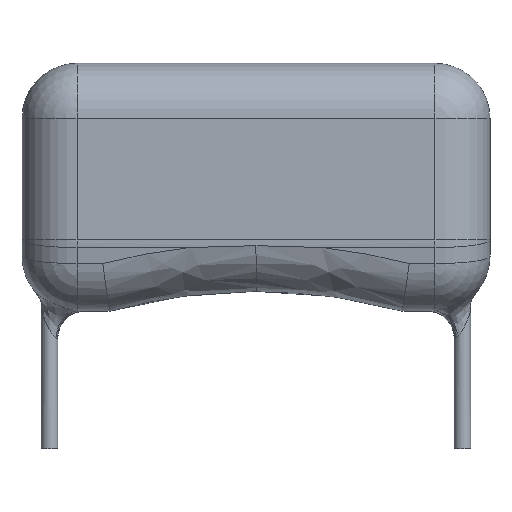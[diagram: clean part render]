
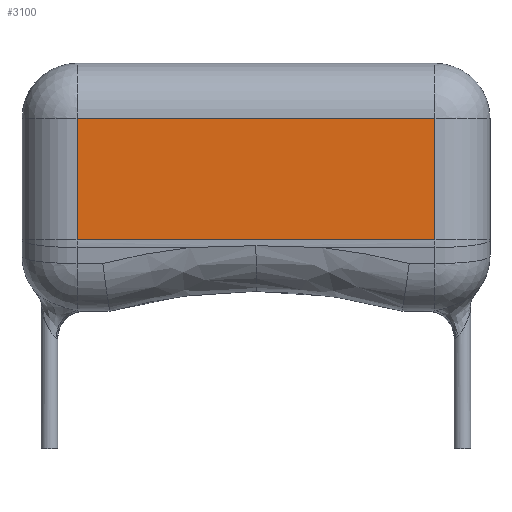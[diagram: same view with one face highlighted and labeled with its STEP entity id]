
A CAD part, front view. The second image highlights one B-rep face of the part: STEP entity #3100.
In plain terms, the highlighted planar face has unit normal (0, -1, 0).
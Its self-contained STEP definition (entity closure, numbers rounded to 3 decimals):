
#407 = CARTESIAN_POINT ( 'NONE',  ( 6.5, -2.5, 8. ) ) ;
#809 = VECTOR ( 'NONE', #9438, 1000. ) ;
#1131 = DIRECTION ( 'NONE',  ( 0., 1., 0. ) ) ;
#1147 = LINE ( 'NONE', #2420, #3821 ) ;
#1440 = ORIENTED_EDGE ( 'NONE', *, *, #7516, .T. ) ;
#1605 = DIRECTION ( 'NONE',  ( 0., 0., 1. ) ) ;
#1653 = CARTESIAN_POINT ( 'NONE',  ( 6.5, -2.5, 10. ) ) ;
#1788 = DIRECTION ( 'NONE',  ( 1., 0., 0. ) ) ;
#2420 = CARTESIAN_POINT ( 'NONE',  ( -6.5, -2.5, 8. ) ) ;
#2763 = ORIENTED_EDGE ( 'NONE', *, *, #10069, .T. ) ;
#2859 = VERTEX_POINT ( 'NONE', #9636 ) ;
#2948 = DIRECTION ( 'NONE',  ( 1., 0., 0. ) ) ;
#3038 = EDGE_LOOP ( 'NONE', ( #1440, #4711, #2763, #8300 ) ) ;
#3100 = ADVANCED_FACE ( 'NONE', ( #4992 ), #8122, .F. ) ;
#3338 = EDGE_CURVE ( 'NONE', #2859, #4369, #8588, .T. ) ;
#3510 = VERTEX_POINT ( 'NONE', #7258 ) ;
#3515 = VECTOR ( 'NONE', #2948, 1000. ) ;
#3718 = VECTOR ( 'NONE', #1605, 1000. ) ;
#3821 = VECTOR ( 'NONE', #8187, 1000. ) ;
#4138 = EDGE_CURVE ( 'NONE', #3510, #6379, #5608, .T. ) ;
#4276 = CARTESIAN_POINT ( 'NONE',  ( -6.5, -2.5, 3.584 ) ) ;
#4369 = VERTEX_POINT ( 'NONE', #407 ) ;
#4711 = ORIENTED_EDGE ( 'NONE', *, *, #3338, .T. ) ;
#4992 = FACE_OUTER_BOUND ( 'NONE', #3038, .T. ) ;
#5104 = LINE ( 'NONE', #6726, #3515 ) ;
#5608 = LINE ( 'NONE', #7240, #809 ) ;
#6379 = VERTEX_POINT ( 'NONE', #4276 ) ;
#6726 = CARTESIAN_POINT ( 'NONE',  ( -8.5, -2.5, 3.584 ) ) ;
#7240 = CARTESIAN_POINT ( 'NONE',  ( -6.5, -2.5, 10. ) ) ;
#7258 = CARTESIAN_POINT ( 'NONE',  ( -6.5, -2.5, 8. ) ) ;
#7477 = AXIS2_PLACEMENT_3D ( 'NONE', #8777, #1131, #1788 ) ;
#7516 = EDGE_CURVE ( 'NONE', #6379, #2859, #5104, .T. ) ;
#8122 = PLANE ( 'NONE',  #7477 ) ;
#8187 = DIRECTION ( 'NONE',  ( -1., 0., 0. ) ) ;
#8300 = ORIENTED_EDGE ( 'NONE', *, *, #4138, .T. ) ;
#8588 = LINE ( 'NONE', #1653, #3718 ) ;
#8777 = CARTESIAN_POINT ( 'NONE',  ( -8.5, -2.5, 10. ) ) ;
#9438 = DIRECTION ( 'NONE',  ( 0., 0., -1. ) ) ;
#9636 = CARTESIAN_POINT ( 'NONE',  ( 6.5, -2.5, 3.584 ) ) ;
#10069 = EDGE_CURVE ( 'NONE', #4369, #3510, #1147, .T. ) ;
